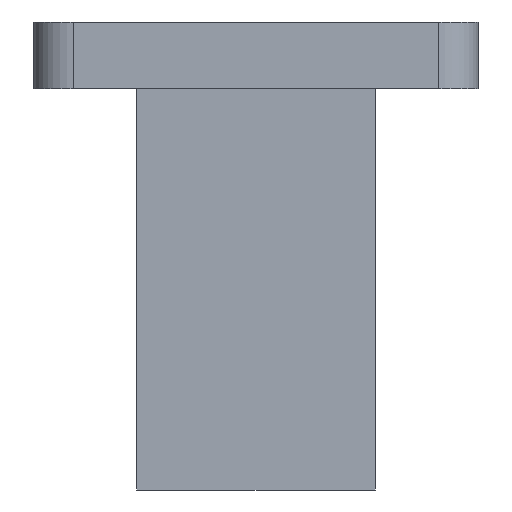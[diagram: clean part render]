
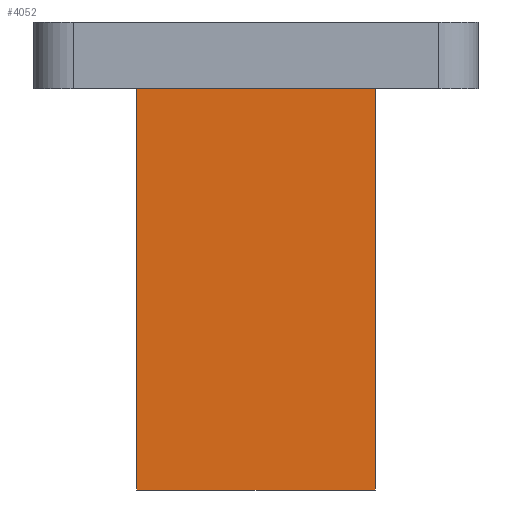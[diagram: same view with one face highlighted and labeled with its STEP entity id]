
A CAD part, front view. The second image highlights one B-rep face of the part: STEP entity #4052.
In plain terms, the highlighted planar face has unit normal (0, -1, 0).
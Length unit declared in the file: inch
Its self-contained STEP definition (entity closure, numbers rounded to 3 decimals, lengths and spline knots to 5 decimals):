
#403 = DIRECTION ( 'NONE',  ( -1., 0., 0. ) ) ;
#461 = CARTESIAN_POINT ( 'NONE',  ( -0.35039, -0.19488, -1.1811 ) ) ;
#505 = ORIENTED_EDGE ( 'NONE', *, *, #2196, .T. ) ;
#532 = DIRECTION ( 'NONE',  ( 0., 0., -1. ) ) ;
#533 = VECTOR ( 'NONE', #4554, 39.37008 ) ;
#608 = VERTEX_POINT ( 'NONE', #1798 ) ;
#721 = LINE ( 'NONE', #2325, #533 ) ;
#832 = EDGE_CURVE ( 'NONE', #2362, #608, #3447, .T. ) ;
#1014 = VECTOR ( 'NONE', #2786, 39.37008 ) ;
#1244 = ORIENTED_EDGE ( 'NONE', *, *, #832, .T. ) ;
#1247 = CARTESIAN_POINT ( 'NONE',  ( -0.35039, -0.19488, -1.1811 ) ) ;
#1303 = AXIS2_PLACEMENT_3D ( 'NONE', #2686, #2638, #403 ) ;
#1373 = VECTOR ( 'NONE', #532, 39.37008 ) ;
#1397 = EDGE_CURVE ( 'NONE', #1930, #3591, #3737, .T. ) ;
#1493 = ORIENTED_EDGE ( 'NONE', *, *, #1397, .T. ) ;
#1727 = EDGE_CURVE ( 'NONE', #2362, #3591, #3970, .T. ) ;
#1775 = ORIENTED_EDGE ( 'NONE', *, *, #1727, .F. ) ;
#1798 = CARTESIAN_POINT ( 'NONE',  ( 0.35039, -0.19488, 0. ) ) ;
#1838 = CARTESIAN_POINT ( 'NONE',  ( -0.35039, -0.19488, -1.1811 ) ) ;
#1930 = VERTEX_POINT ( 'NONE', #4264 ) ;
#2033 = CARTESIAN_POINT ( 'NONE',  ( 0.35039, -0.19488, -1.1811 ) ) ;
#2139 = CARTESIAN_POINT ( 'NONE',  ( 0.35039, -0.19488, -1.1811 ) ) ;
#2196 = EDGE_CURVE ( 'NONE', #608, #1930, #721, .T. ) ;
#2325 = CARTESIAN_POINT ( 'NONE',  ( 0., -0.19488, 0. ) ) ;
#2362 = VERTEX_POINT ( 'NONE', #2139 ) ;
#2638 = DIRECTION ( 'NONE',  ( 0., 1., 0. ) ) ;
#2686 = CARTESIAN_POINT ( 'NONE',  ( -0.35039, -0.19488, -1.1811 ) ) ;
#2786 = DIRECTION ( 'NONE',  ( 0., 0., 1. ) ) ;
#2958 = FACE_OUTER_BOUND ( 'NONE', #4890, .T. ) ;
#3447 = LINE ( 'NONE', #2033, #1014 ) ;
#3497 = VECTOR ( 'NONE', #4208, 39.37008 ) ;
#3591 = VERTEX_POINT ( 'NONE', #1838 ) ;
#3737 = LINE ( 'NONE', #1247, #1373 ) ;
#3970 = LINE ( 'NONE', #461, #3497 ) ;
#4052 = ADVANCED_FACE ( 'NONE', ( #2958 ), #4540, .F. ) ;
#4208 = DIRECTION ( 'NONE',  ( -1., 0., 0. ) ) ;
#4264 = CARTESIAN_POINT ( 'NONE',  ( -0.35039, -0.19488, 0. ) ) ;
#4540 = PLANE ( 'NONE',  #1303 ) ;
#4554 = DIRECTION ( 'NONE',  ( -1., 0., 0. ) ) ;
#4890 = EDGE_LOOP ( 'NONE', ( #1493, #1775, #1244, #505 ) ) ;
